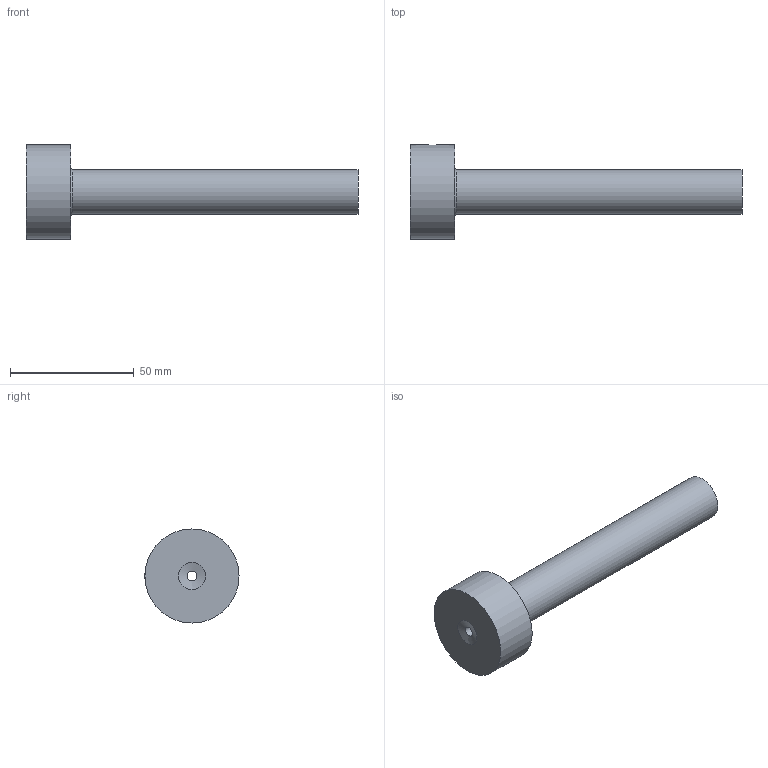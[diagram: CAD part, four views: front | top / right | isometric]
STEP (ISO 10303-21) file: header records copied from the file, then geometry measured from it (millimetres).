
FILE_DESCRIPTION( ( 'STEP AP214' ), ' ' );
FILE_NAME( 'N3118x116x4x0.5.stp', '2016-02-29T09:45:51', ( '' ), ( '' ), ' ', 'PARTsolutions', ' ' );
FILE_SCHEMA( ( 'AUTOMOTIVE_DESIGN { 1 0 10303 214 1 1 1 1 }' ) );
Length unit declared in the file: millimetre
Products named in the file (1): _N3118x116x4x0.5
Bounding box: 134 x 38 x 38 mm (x, y, z)
Volume: 46886.6 mm3; surface area: 13233.5 mm2
Topology: 1 solids, 1 shells, 12 faces, 25 edges, 16 vertices
Faces by surface type: cylinder 4, cone 3, plane 3, torus 1, sphere 1
Full cylindrical faces by diameter (mm): 4 x2, 18 x1, 38 x1
Entity records: 418 total; most frequent: CARTESIAN_POINT 92, DIRECTION 48, AXIS2_PLACEMENT_3D 24, EDGE_LOOP 24, ORIENTED_EDGE 24, FACE_OUTER_BOUND 18, VERTEX_POINT 14, STYLED_ITEM 12
